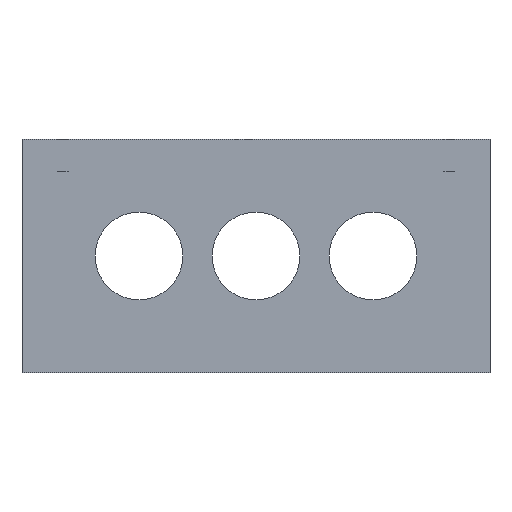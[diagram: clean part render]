
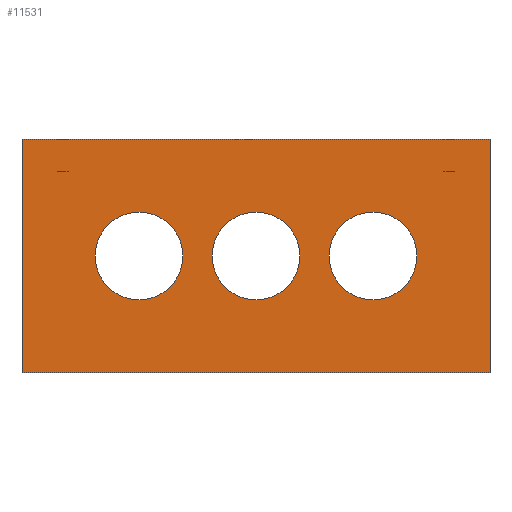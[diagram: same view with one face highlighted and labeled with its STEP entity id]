
A CAD part, front view. The second image highlights one B-rep face of the part: STEP entity #11531.
In plain terms, the highlighted planar face has unit normal (0, -1, 0).
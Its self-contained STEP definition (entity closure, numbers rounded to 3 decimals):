
#897=CARTESIAN_POINT('',(-40.,-249.0,7.5));
#898=VERTEX_POINT('',#897);
#907=CARTESIAN_POINT('',(-25.,-249.0,7.5));
#908=VERTEX_POINT('',#907);
#909=CARTESIAN_POINT('',(-32.5,-249.0,7.5));
#910=DIRECTION('',(0.0,1.0,0.0));
#911=DIRECTION('',(-1.0,0.0,0.0));
#912=AXIS2_PLACEMENT_3D('',#909,#910,#911);
#913=CIRCLE('',#912,7.5);
#914=EDGE_CURVE('',#908,#898,#913,.T.);
#939=CARTESIAN_POINT('',(0.,-249.0,7.5));
#940=VERTEX_POINT('',#939);
#949=CARTESIAN_POINT('',(15.,-249.0,7.5));
#950=VERTEX_POINT('',#949);
#951=CARTESIAN_POINT('',(7.5,-249.0,7.5));
#952=DIRECTION('',(0.0,1.0,0.0));
#953=DIRECTION('',(-1.0,0.0,0.0));
#954=AXIS2_PLACEMENT_3D('',#951,#952,#953);
#955=CIRCLE('',#954,7.5);
#956=EDGE_CURVE('',#950,#940,#955,.T.);
#981=CARTESIAN_POINT('',(-20.,-249.0,7.5));
#982=VERTEX_POINT('',#981);
#991=CARTESIAN_POINT('',(-5.,-249.0,7.5));
#992=VERTEX_POINT('',#991);
#993=CARTESIAN_POINT('',(-12.5,-249.0,7.5));
#994=DIRECTION('',(0.0,1.0,0.0));
#995=DIRECTION('',(-1.0,0.0,0.0));
#996=AXIS2_PLACEMENT_3D('',#993,#994,#995);
#997=CIRCLE('',#996,7.5);
#998=EDGE_CURVE('',#992,#982,#997,.T.);
#9732=CARTESIAN_POINT('',(-12.5,-249.0,7.5));
#9733=DIRECTION('',(0.0,1.0,0.0));
#9734=DIRECTION('',(-1.0,0.0,0.0));
#9735=AXIS2_PLACEMENT_3D('',#9732,#9733,#9734);
#9736=CIRCLE('',#9735,7.5);
#9737=EDGE_CURVE('',#982,#992,#9736,.T.);
#9756=CARTESIAN_POINT('',(7.5,-249.0,7.5));
#9757=DIRECTION('',(0.0,1.0,0.0));
#9758=DIRECTION('',(-1.0,0.0,0.0));
#9759=AXIS2_PLACEMENT_3D('',#9756,#9757,#9758);
#9760=CIRCLE('',#9759,7.5);
#9761=EDGE_CURVE('',#940,#950,#9760,.T.);
#9780=CARTESIAN_POINT('',(-32.5,-249.0,7.5));
#9781=DIRECTION('',(0.0,1.0,0.0));
#9782=DIRECTION('',(-1.0,0.0,0.0));
#9783=AXIS2_PLACEMENT_3D('',#9780,#9781,#9782);
#9784=CIRCLE('',#9783,7.5);
#9785=EDGE_CURVE('',#898,#908,#9784,.T.);
#11415=CARTESIAN_POINT('',(27.5,-249.0,27.5));
#11416=VERTEX_POINT('',#11415);
#11423=CARTESIAN_POINT('',(27.5,-249.0,-12.5));
#11424=VERTEX_POINT('',#11423);
#11425=CARTESIAN_POINT('',(27.5,-249.0,-12.5));
#11426=DIRECTION('',(0.0,0.0,1.0));
#11427=VECTOR('',#11426,40.0);
#11428=LINE('',#11425,#11427);
#11429=EDGE_CURVE('',#11424,#11416,#11428,.T.);
#11489=CARTESIAN_POINT('',(27.5,-249.0,-12.5));
#11490=DIRECTION('',(0.0,-1.0,0.0));
#11491=DIRECTION('',(0.0,0.0,-1.0));
#11492=AXIS2_PLACEMENT_3D('',#11489,#11490,#11491);
#11493=PLANE('',#11492);
#11494=CARTESIAN_POINT('',(-52.5,-249.0,27.5));
#11495=VERTEX_POINT('',#11494);
#11496=CARTESIAN_POINT('',(27.5,-249.0,27.5));
#11497=DIRECTION('',(-1.0,0.0,0.0));
#11498=VECTOR('',#11497,80.);
#11499=LINE('',#11496,#11498);
#11500=EDGE_CURVE('',#11416,#11495,#11499,.T.);
#11501=ORIENTED_EDGE('',*,*,#11500,.T.);
#11502=CARTESIAN_POINT('',(-52.5,-249.0,-12.5));
#11503=VERTEX_POINT('',#11502);
#11504=CARTESIAN_POINT('',(-52.5,-249.0,-12.5));
#11505=DIRECTION('',(0.0,0.0,1.0));
#11506=VECTOR('',#11505,40.0);
#11507=LINE('',#11504,#11506);
#11508=EDGE_CURVE('',#11503,#11495,#11507,.T.);
#11509=ORIENTED_EDGE('',*,*,#11508,.F.);
#11510=CARTESIAN_POINT('',(-52.5,-249.0,-12.5));
#11511=DIRECTION('',(1.0,0.0,0.0));
#11512=VECTOR('',#11511,80.);
#11513=LINE('',#11510,#11512);
#11514=EDGE_CURVE('',#11503,#11424,#11513,.T.);
#11515=ORIENTED_EDGE('',*,*,#11514,.T.);
#11516=ORIENTED_EDGE('',*,*,#11429,.T.);
#11517=EDGE_LOOP('',(#11501,#11509,#11515,#11516));
#11518=FACE_OUTER_BOUND('',#11517,.T.);
#11519=ORIENTED_EDGE('',*,*,#998,.T.);
#11520=ORIENTED_EDGE('',*,*,#9737,.T.);
#11521=EDGE_LOOP('',(#11519,#11520));
#11522=FACE_BOUND('',#11521,.T.);
#11523=ORIENTED_EDGE('',*,*,#956,.T.);
#11524=ORIENTED_EDGE('',*,*,#9761,.T.);
#11525=EDGE_LOOP('',(#11523,#11524));
#11526=FACE_BOUND('',#11525,.T.);
#11527=ORIENTED_EDGE('',*,*,#914,.T.);
#11528=ORIENTED_EDGE('',*,*,#9785,.T.);
#11529=EDGE_LOOP('',(#11527,#11528));
#11530=FACE_BOUND('',#11529,.T.);
#11531=ADVANCED_FACE('',(#11518,#11522,#11526,#11530),#11493,.T.);
